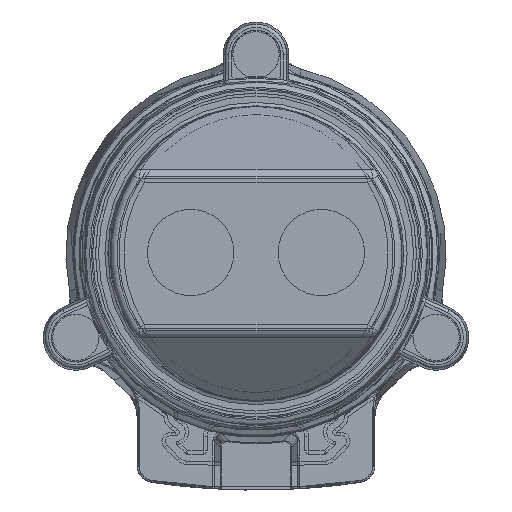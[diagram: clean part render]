
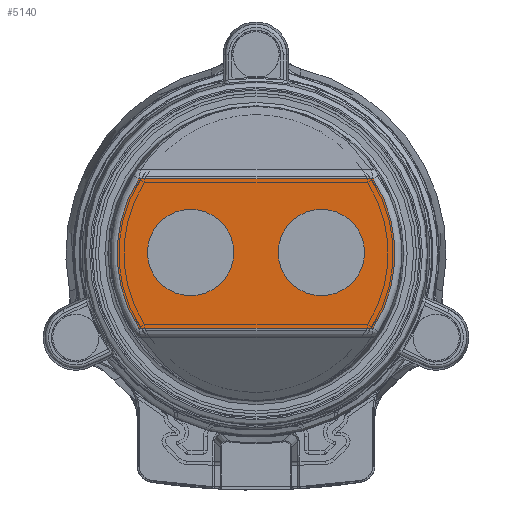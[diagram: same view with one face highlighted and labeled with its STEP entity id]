
A CAD part, left-side view. The second image highlights one B-rep face of the part: STEP entity #5140.
In plain terms, the highlighted face is planar.
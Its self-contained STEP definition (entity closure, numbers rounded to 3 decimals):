
#61 = CIRCLE ( 'NONE', #31041, 12.7 ) ;
#642 = EDGE_CURVE ( 'NONE', #57203, #57203, #61, .T. ) ;
#1120 = EDGE_LOOP ( 'NONE', ( #9121 ) ) ;
#1165 = DIRECTION ( 'NONE',  ( 0., 0., -1. ) ) ;
#1871 = ORIENTED_EDGE ( 'NONE', *, *, #7045, .T. ) ;
#2019 = LINE ( 'NONE', #20645, #9080 ) ;
#4166 = VECTOR ( 'NONE', #9753, 1000. ) ;
#4169 = CARTESIAN_POINT ( 'NONE',  ( 0., -915.5, -69.656 ) ) ;
#5140 = ADVANCED_FACE ( 'NONE', ( #14876, #56751, #28062 ), #14266, .T. ) ;
#5446 = EDGE_CURVE ( 'NONE', #26797, #17483, #2019, .T. ) ;
#5462 = DIRECTION ( 'NONE',  ( 0., -1., 0. ) ) ;
#6144 = ORIENTED_EDGE ( 'NONE', *, *, #642, .F. ) ;
#7045 = EDGE_CURVE ( 'NONE', #35843, #26797, #19949, .T. ) ;
#8120 = AXIS2_PLACEMENT_3D ( 'NONE', #9724, #5462, #15175 ) ;
#9080 = VECTOR ( 'NONE', #20341, 1000. ) ;
#9121 = ORIENTED_EDGE ( 'NONE', *, *, #32937, .F. ) ;
#9724 = CARTESIAN_POINT ( 'NONE',  ( 0., -915.5, -69.656 ) ) ;
#9753 = DIRECTION ( 'NONE',  ( -1., 0., 0. ) ) ;
#12301 = AXIS2_PLACEMENT_3D ( 'NONE', #60193, #13704, #51274 ) ;
#13001 = EDGE_LOOP ( 'NONE', ( #6144 ) ) ;
#13704 = DIRECTION ( 'NONE',  ( 0., -1., 0. ) ) ;
#14266 = PLANE ( 'NONE',  #8120 ) ;
#14876 = FACE_OUTER_BOUND ( 'NONE', #34467, .T. ) ;
#15175 = DIRECTION ( 'NONE',  ( 0., 0., -1. ) ) ;
#15312 = CARTESIAN_POINT ( 'NONE',  ( -6.55, -915.5, -69.951 ) ) ;
#16786 = EDGE_CURVE ( 'NONE', #21134, #35843, #32900, .T. ) ;
#17483 = VERTEX_POINT ( 'NONE', #58315 ) ;
#17703 = CARTESIAN_POINT ( 'NONE',  ( -34.519, -915.5, -91.606 ) ) ;
#18419 = EDGE_CURVE ( 'NONE', #17483, #21134, #42172, .T. ) ;
#19949 = CIRCLE ( 'NONE', #54013, 40.906 ) ;
#20341 = DIRECTION ( 'NONE',  ( 1., 0., 0. ) ) ;
#20645 = CARTESIAN_POINT ( 'NONE',  ( 0., -915.5, -91.606 ) ) ;
#21134 = VERTEX_POINT ( 'NONE', #22278 ) ;
#22065 = VERTEX_POINT ( 'NONE', #49500 ) ;
#22278 = CARTESIAN_POINT ( 'NONE',  ( 34.519, -915.5, -47.707 ) ) ;
#22423 = CARTESIAN_POINT ( 'NONE',  ( -34.519, -915.5, -47.707 ) ) ;
#23474 = ORIENTED_EDGE ( 'NONE', *, *, #16786, .T. ) ;
#26797 = VERTEX_POINT ( 'NONE', #17703 ) ;
#27679 = DIRECTION ( 'NONE',  ( 0., -1., 0. ) ) ;
#28062 = FACE_BOUND ( 'NONE', #13001, .T. ) ;
#31041 = AXIS2_PLACEMENT_3D ( 'NONE', #56032, #41651, #47408 ) ;
#32900 = LINE ( 'NONE', #51564, #4166 ) ;
#32937 = EDGE_CURVE ( 'NONE', #22065, #22065, #34700, .T. ) ;
#34467 = EDGE_LOOP ( 'NONE', ( #23474, #1871, #59184, #59465 ) ) ;
#34700 = CIRCLE ( 'NONE', #12301, 12.7 ) ;
#35843 = VERTEX_POINT ( 'NONE', #22423 ) ;
#38642 = CARTESIAN_POINT ( 'NONE',  ( 0., -915.5, -69.656 ) ) ;
#41651 = DIRECTION ( 'NONE',  ( 0., -1., 0. ) ) ;
#42172 = CIRCLE ( 'NONE', #52870, 40.906 ) ;
#46548 = DIRECTION ( 'NONE',  ( 0., 0., -1. ) ) ;
#47408 = DIRECTION ( 'NONE',  ( 1., 0., 0. ) ) ;
#49500 = CARTESIAN_POINT ( 'NONE',  ( 31.95, -915.5, -69.951 ) ) ;
#51274 = DIRECTION ( 'NONE',  ( 1., 0., 0. ) ) ;
#51564 = CARTESIAN_POINT ( 'NONE',  ( 0., -915.5, -47.707 ) ) ;
#52097 = DIRECTION ( 'NONE',  ( 0., -1., 0. ) ) ;
#52870 = AXIS2_PLACEMENT_3D ( 'NONE', #4169, #27679, #46548 ) ;
#54013 = AXIS2_PLACEMENT_3D ( 'NONE', #38642, #52097, #1165 ) ;
#56032 = CARTESIAN_POINT ( 'NONE',  ( -19.25, -915.5, -69.951 ) ) ;
#56751 = FACE_BOUND ( 'NONE', #1120, .T. ) ;
#57203 = VERTEX_POINT ( 'NONE', #15312 ) ;
#58315 = CARTESIAN_POINT ( 'NONE',  ( 34.519, -915.5, -91.606 ) ) ;
#59184 = ORIENTED_EDGE ( 'NONE', *, *, #5446, .T. ) ;
#59465 = ORIENTED_EDGE ( 'NONE', *, *, #18419, .T. ) ;
#60193 = CARTESIAN_POINT ( 'NONE',  ( 19.25, -915.5, -69.951 ) ) ;
